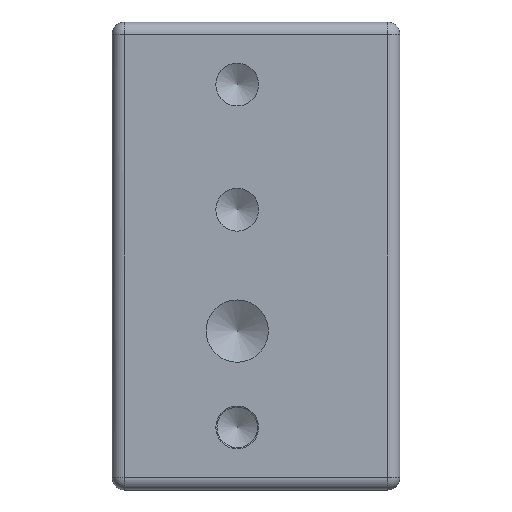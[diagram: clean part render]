
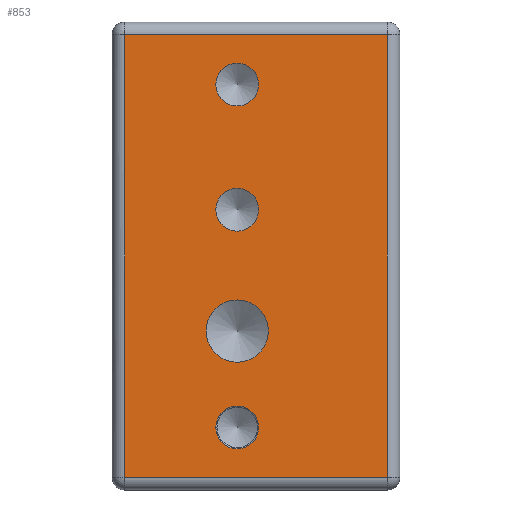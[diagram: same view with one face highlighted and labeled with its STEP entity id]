
A CAD part, front view. The second image highlights one B-rep face of the part: STEP entity #853.
In plain terms, the highlighted planar face has unit normal (0, -1, 0).
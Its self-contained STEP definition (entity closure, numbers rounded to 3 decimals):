
#54=LINE('',#1458,#106);
#56=LINE('',#1461,#108);
#62=LINE('',#1470,#114);
#65=LINE('',#1475,#117);
#106=VECTOR('',#1197,21.);
#108=VECTOR('',#1201,35.4);
#114=VECTOR('',#1213,35.4);
#117=VECTOR('',#1220,21.);
#144=PLANE('',#977);
#163=FACE_BOUND('',#323,.T.);
#164=FACE_BOUND('',#324,.T.);
#165=FACE_BOUND('',#325,.T.);
#166=FACE_BOUND('',#326,.T.);
#250=FACE_OUTER_BOUND('',#322,.T.);
#322=EDGE_LOOP('',(#750,#751,#752,#753));
#323=EDGE_LOOP('',(#754));
#324=EDGE_LOOP('',(#755));
#325=EDGE_LOOP('',(#756));
#326=EDGE_LOOP('',(#757));
#338=CIRCLE('',#871,2.489);
#346=CIRCLE('',#886,1.711);
#348=CIRCLE('',#890,1.711);
#356=CIRCLE('',#904,1.711);
#392=VERTEX_POINT('',#1278);
#400=VERTEX_POINT('',#1301);
#402=VERTEX_POINT('',#1307);
#410=VERTEX_POINT('',#1329);
#442=VERTEX_POINT('',#1413);
#449=VERTEX_POINT('',#1431);
#453=VERTEX_POINT('',#1440);
#455=VERTEX_POINT('',#1448);
#464=EDGE_CURVE('',#392,#392,#338,.T.);
#472=EDGE_CURVE('',#400,#400,#346,.T.);
#474=EDGE_CURVE('',#402,#402,#348,.T.);
#482=EDGE_CURVE('',#410,#410,#356,.T.);
#542=EDGE_CURVE('',#455,#453,#54,.T.);
#544=EDGE_CURVE('',#449,#455,#56,.T.);
#550=EDGE_CURVE('',#453,#442,#62,.T.);
#553=EDGE_CURVE('',#442,#449,#65,.T.);
#750=ORIENTED_EDGE('',*,*,#542,.F.);
#751=ORIENTED_EDGE('',*,*,#544,.F.);
#752=ORIENTED_EDGE('',*,*,#553,.F.);
#753=ORIENTED_EDGE('',*,*,#550,.F.);
#754=ORIENTED_EDGE('',*,*,#464,.T.);
#755=ORIENTED_EDGE('',*,*,#482,.T.);
#756=ORIENTED_EDGE('',*,*,#472,.T.);
#757=ORIENTED_EDGE('',*,*,#474,.T.);
#853=ADVANCED_FACE('',(#250,#163,#164,#165,#166),#144,.T.);
#871=AXIS2_PLACEMENT_3D('',#1279,#993,#994);
#886=AXIS2_PLACEMENT_3D('',#1302,#1023,#1024);
#890=AXIS2_PLACEMENT_3D('',#1308,#1031,#1032);
#904=AXIS2_PLACEMENT_3D('',#1330,#1059,#1060);
#977=AXIS2_PLACEMENT_3D('',#1501,#1253,#1254);
#993=DIRECTION('center_axis',(0.,1.,0.));
#994=DIRECTION('ref_axis',(1.,0.,0.));
#1023=DIRECTION('center_axis',(0.,1.,0.));
#1024=DIRECTION('ref_axis',(0.,0.,-1.));
#1031=DIRECTION('center_axis',(0.,1.,0.));
#1032=DIRECTION('ref_axis',(0.,0.,-1.));
#1059=DIRECTION('center_axis',(0.,1.,0.));
#1060=DIRECTION('ref_axis',(0.,0.,-1.));
#1197=DIRECTION('',(-1.,0.,0.));
#1201=DIRECTION('',(0.,0.,-1.));
#1213=DIRECTION('',(0.,0.,1.));
#1220=DIRECTION('',(1.,0.,0.));
#1253=DIRECTION('center_axis',(0.,-1.,0.));
#1254=DIRECTION('ref_axis',(0.,0.,-1.));
#1278=CARTESIAN_POINT('',(2.489,-7.5,2.7));
#1279=CARTESIAN_POINT('Origin',(0.,-7.5,2.7));
#1301=CARTESIAN_POINT('',(0.,-7.5,24.111));
#1302=CARTESIAN_POINT('Origin',(0.,-7.5,22.4));
#1307=CARTESIAN_POINT('',(0.,-7.5,14.111));
#1308=CARTESIAN_POINT('Origin',(0.,-7.5,12.4));
#1329=CARTESIAN_POINT('',(0.,-7.5,-3.289));
#1330=CARTESIAN_POINT('Origin',(0.,-7.5,-5.));
#1413=CARTESIAN_POINT('',(-9.,-7.5,26.4));
#1431=CARTESIAN_POINT('',(12.,-7.5,26.4));
#1440=CARTESIAN_POINT('',(-9.,-7.5,-9.));
#1448=CARTESIAN_POINT('',(12.,-7.5,-9.));
#1458=CARTESIAN_POINT('',(12.,-7.5,-9.));
#1461=CARTESIAN_POINT('',(12.,-7.5,26.4));
#1470=CARTESIAN_POINT('',(-9.,-7.5,-9.));
#1475=CARTESIAN_POINT('',(-9.,-7.5,26.4));
#1501=CARTESIAN_POINT('Origin',(10.,-7.5,-10.));
